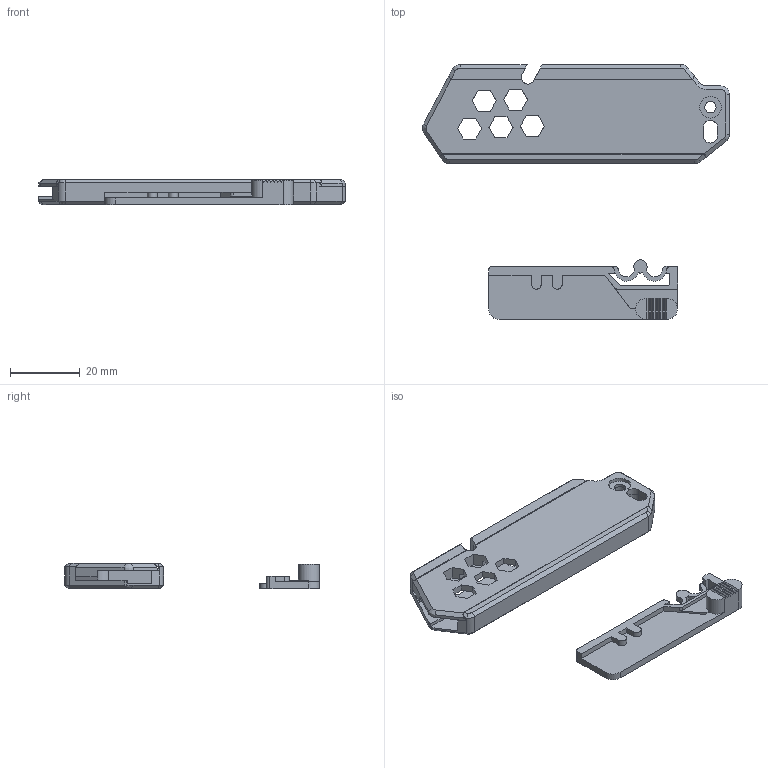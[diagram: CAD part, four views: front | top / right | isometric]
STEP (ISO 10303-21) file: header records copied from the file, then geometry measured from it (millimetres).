
FILE_DESCRIPTION(/* description */ ('&lt;commercialme&gt;&lt;commercialtitle&gt;会员资格&lt;/commercialtitle&gt;&lt;/commercialme&gt;&lt;p&gt;这是一个对旧项目重新设计的版本。在保留相似外部轮廓的同时，所有内部结构都已彻底重新设计，设计目标也发生了改变（原设计优先考虑极致小型化）。&lt;/p&gt;&lt;p&gt;最初的设计过度追求小型化，对打印机的精度要求过高，导致用户报告了广泛的组装难题。&lt;/p&gt;&lt;p&gt;&lt;strong&gt;设计目标：&lt;/strong&gt;&lt;/p&gt;&lt;ol&gt;&lt;li&gt;在刀片滑动过程中提供清晰的咔哒声反馈。&lt;/li&gt;&lt;li&gt;兼容不同精度的打印机和不同收缩率的打印材料。&lt;/li&gt;&lt;li&gt;在最小空间内实现可控的部署阻力。&lt;/li&gt;&lt;li&gt;适应各种T形刀片尺寸（最大62毫米，公差0.15毫米）。&lt;/li&gt;&lt;li&gt;易于打印和组装——无需胶水或五金件。&lt;/li&gt;&lt;li&gt;在满足上述要求的同时，最大限度地减小整体尺寸。&lt;/li&gt;&lt;/ol&gt;&lt;p&gt;&lt;br&gt; &lt;/p&gt;&lt;p&gt;&amp;nbsp;&lt;/p&gt;&lt;figure class=&#34;image&#34;&gt;&lt;img src=&#34;https://makerworld.bblmw.cn/makerworld/model/DSM00000001212238/design/2025-05-11_d8ae1bcb1742f.jpg&#34;&gt;&lt;figcaption&gt; &lt;/figcaption&gt;&lt;/figure&gt;&lt;p&gt;镂空表面图案可以让您看到内部起伏的齿条，它在刀片展开过程中会产生清晰的咔哒声反馈和可控的阻力。&lt;/p&gt;&lt;p&gt;&amp;nbsp;&lt;/p&gt;&lt;p&gt;&amp;nbsp;&lt;/p&gt;&lt;p&gt;&lt;strong&gt;主要特点：&lt;/strong&gt;&lt;/p&gt;&lt;ul&gt;&lt;li&gt;无需支撑打印&lt;/li&gt;&lt;li&gt;组装和操作简单&lt;/li&gt;&lt;li&gt;&lt;span style=&#34;color: #E14747&#34;&gt;&lt;strong&gt;无刀片锁定机构&lt;/strong&gt;&lt;/span&gt;（需要持续的拇指压力来保持刀片伸出；不适合重型任务）&lt;/li&gt;&lt;/ul&gt;&lt;p&gt;&lt;strong&gt;最大支持刀片尺寸：&lt;/strong&gt;&lt;/p&gt;&lt;p&gt;&amp;nbsp;&lt;/p&gt;&lt;figure class=&#34;image&#34;&gt;&lt;img src=&#34;https://makerworld.bblmw.cn/makerworld/model/DSM00000001212238/design/2025-05-10_16b53fce33fd18.png&#34;&gt;&lt;/figure&gt;&lt;p&gt;&lt;br&gt; &lt;/p&gt;&lt;p&gt;&lt;strong&gt;组装视频：&lt;/strong&gt;&lt;/p&gt;&lt;figure class=&#34;media&#34;&gt;&lt;oembed url=&#34;https://youtu.be/U6-zpLXMeUI&#34;&gt;&lt;/oembed&gt;&lt;/figure&gt;&lt;p&gt;&lt;br&gt;&lt;strong&gt;组装说明：&lt;/strong&gt;&lt;/p&gt;&lt;figure class=&#34;table&#34; style=&#34;width: 98.56%&#34;&gt;&lt;table class=&#34;ck-table-resized&#34;&gt;&lt;colgroup&gt;&lt;col&gt;&lt;col&gt;&lt;/colgroup&gt;&lt;tbody&gt;&lt;tr&gt;&lt;td&gt;所有组件展示&lt;/td&gt;&lt;td&gt;&lt;figure class=&#34;image image_resized&#34; style=&#34;width: 76.67%&#34;&gt;&lt;img src=&#34;https://makerworld.bblmw.cn/makerworld/model/DSM00000001212238/design/2025-05-10_fa9a1de054b55.jpg&#34;&gt;&lt;/figure&gt;&lt;/td&gt;&lt;/tr&gt;&lt;tr&gt;&lt;td&gt;将刀片插入蓝色外壳&lt;/td&gt;&lt;td&gt;&lt;figure class=&#34;image image_resized&#34; style=&#34;width: 76.71%&#34;&gt;&lt;img src=&#34;https://makerworld.bblmw.cn/makerworld/model/DSM00000001212238/design/2025-05-10_cb8347c4d922f8.jpg&#34;&gt;&lt;/figure&gt;&lt;/td&gt;&lt;/tr&gt;&lt;tr&gt;&lt;td&gt;安装红色按钮&lt;/td&gt;&lt;td&gt;&lt;figure class=&#34;image image_resized&#34; style=&#34;width: 75.97%&#34;&gt;&lt;img src=&#34;https://makerworld.bblmw.cn/makerworld/model/DSM00000001212238/design/2025-05-10_b2b2c37ac6938.jpg&#34;&gt;&lt;/figure&gt;&lt;/td&gt;&lt;/tr&gt;&lt;tr&gt;&lt;td&gt;插入蓝色盖子直至“咔哒”声卡合&lt;/td&gt;&lt;td&gt;&lt;figure class=&#34;image image_resized&#34; style=&#34;width: 75.06%&#34;&gt;&lt;img src=&#34;https://makerworld.bblmw.cn/makerworld/model/DSM00000001212238/design/2025-05-10_af25fb1ab1fc98.jpg&#34;&gt;&lt;/figure&gt;&lt;/td&gt;&lt;/tr&gt;&lt;tr&gt;&lt;td&gt;完成&lt;/td&gt;&lt;td&gt;&lt;figure class=&#34;image image_resized&#34; style=&#34;width: 74.63%&#34;&gt;&lt;img src=&#34;https://makerworld.bblmw.cn/makerworld/model/DSM00000001212238/design/2025-05-10_9cd0028ec068e8.jpg&#34;&gt;&lt;/figure&gt;&lt;/td&gt;&lt;/tr&gt;&lt;/tbody&gt;&lt;/table&gt;&lt;/figure&gt;&lt;p&gt;&amp;nbsp;&lt;/p&gt;&lt;p&gt;&lt;strong&gt;我的类似项目，点击图片查看&lt;/strong&gt;&lt;/p&gt;&lt;p&gt;&amp;nbsp;&lt;/p&gt;&lt;figure class=&#34;image&#34;&gt;&lt;a href=&#34;https://makerworld.com/collections/6254633&#34; target=&#34;_blank&#34; rel=&#34;noopener noreferrer ugc&#34;&gt;&lt;img src=&#34;https://makerworld.bblmw.cn/makerworld/model/DSM00000001212238/design/2025-05-09_c9f2935f13908.jpg&#34;&gt;&lt;/a&gt;&lt;/figure&gt;&lt;p&gt;&amp;nbsp;&lt;/p&gt;&lt;p&gt;&amp;nbsp;&lt;/p&gt;&lt;p&gt;&amp;nbsp;&lt;/p&gt;&lt;p&gt;&amp;nbsp;&lt;/p&gt;&lt;p&gt;&lt;br&gt; &lt;/p&gt;'),/* implementation_level */ '2;1');
FILE_NAME(/* name */ 'EDC-Friendly Lightweight Utility Knife II(Screw).step',/* time_stamp */ '2025-11-16T13:38:44+08:00',/* author */ (''),/* organization */ (''),/* preprocessor_version */ 'ST-DEVELOPER v20.1',/* originating_system */ 'Autodesk Translation Framework v14.21.0.0',/* authorisation */ '');
FILE_SCHEMA (('AUTOMOTIVE_DESIGN { 1 0 10303 214 3 1 1 }'));
Length unit declared in the file: millimetre
Products named in the file (8): 美工刀带齿轮条-Screw; 美工刀带齿轮条 (1); Component4; part_object_id_2; Component6; part_object_id_1; Component2; part_object_id_3
Assembly tree (7 placements, depth 4):
  美工刀带齿轮条-Screw
    美工刀带齿轮条 (1)
      Component4
        part_object_id_2
      Component6
        part_object_id_1
      Component2
        part_object_id_3
Bounding box: 87.81 x 72.91 x 7.3 mm (x, y, z)
Volume: 11798 mm3; surface area: 13050.8 mm2
Topology: 3 solids, 3 shells, 305 faces, 893 edges, 583 vertices
Faces by surface type: plane 218, cylinder 66, cone 16, bspline 5
Full cylindrical faces by diameter (mm): 3.2 x1, 4.1 x1, 6.2 x1
Entity records: 21480 total; most frequent: CARTESIAN_POINT 13036, ORIENTED_EDGE 1786, DIRECTION 1669, EDGE_CURVE 893, LINE 701, VECTOR 701, VERTEX_POINT 583, AXIS2_PLACEMENT_3D 484
